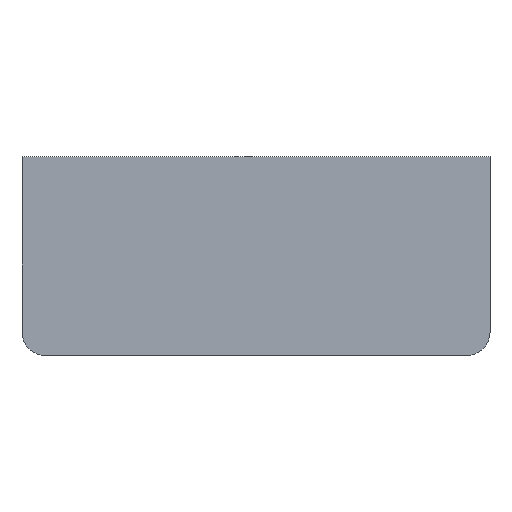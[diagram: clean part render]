
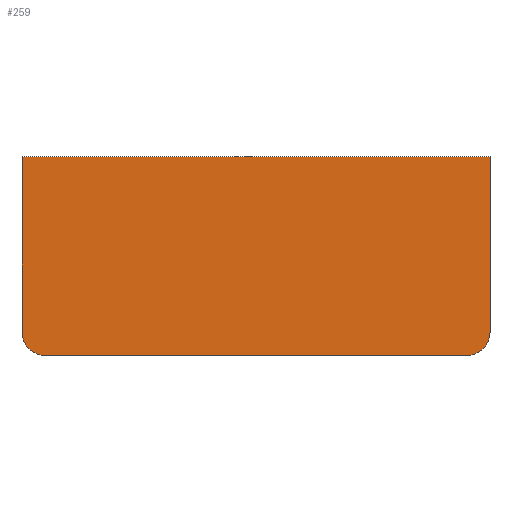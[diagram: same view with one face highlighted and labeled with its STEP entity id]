
A CAD part, top view. The second image highlights one B-rep face of the part: STEP entity #259.
In plain terms, the highlighted planar face has unit normal (0, 0, 1).
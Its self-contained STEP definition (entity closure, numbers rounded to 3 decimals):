
#5 = CARTESIAN_POINT ( 'NONE',  ( 212.763, -59.464, 3.175 ) ) ;
#12 = VERTEX_POINT ( 'NONE', #26 ) ;
#15 = CARTESIAN_POINT ( 'NONE',  ( 199.588, -59.464, 3.175 ) ) ;
#26 = CARTESIAN_POINT ( 'NONE',  ( 199.588, -72.639, 3.175 ) ) ;
#32 = DIRECTION ( 'NONE',  ( 0., 0., -1. ) ) ;
#34 = DIRECTION ( 'NONE',  ( 0., 0., 1. ) ) ;
#45 = CIRCLE ( 'NONE', #275, 13.175 ) ;
#50 = CIRCLE ( 'NONE', #105, 13.175 ) ;
#52 = VERTEX_POINT ( 'NONE', #199 ) ;
#55 = DIRECTION ( 'NONE',  ( -1., 0., 0. ) ) ;
#56 = CARTESIAN_POINT ( 'NONE',  ( 0., 0., 3.175 ) ) ;
#62 = ORIENTED_EDGE ( 'NONE', *, *, #124, .T. ) ;
#72 = EDGE_LOOP ( 'NONE', ( #62, #262, #149, #306, #188, #158 ) ) ;
#73 = LINE ( 'NONE', #152, #216 ) ;
#77 = EDGE_CURVE ( 'NONE', #52, #12, #107, .T. ) ;
#78 = DIRECTION ( 'NONE',  ( 0., 1., 0. ) ) ;
#79 = CARTESIAN_POINT ( 'NONE',  ( -53.587, -72.639, 3.175 ) ) ;
#83 = CARTESIAN_POINT ( 'NONE',  ( -40.412, -59.464, 3.175 ) ) ;
#105 = AXIS2_PLACEMENT_3D ( 'NONE', #15, #231, #210 ) ;
#106 = DIRECTION ( 'NONE',  ( -1., 0., 0. ) ) ;
#107 = LINE ( 'NONE', #247, #176 ) ;
#120 = VECTOR ( 'NONE', #293, 1000. ) ;
#124 = EDGE_CURVE ( 'NONE', #226, #298, #268, .T. ) ;
#129 = LINE ( 'NONE', #292, #235 ) ;
#140 = EDGE_CURVE ( 'NONE', #12, #258, #50, .T. ) ;
#149 = ORIENTED_EDGE ( 'NONE', *, *, #77, .T. ) ;
#152 = CARTESIAN_POINT ( 'NONE',  ( 212.763, 40.536, 3.175 ) ) ;
#158 = ORIENTED_EDGE ( 'NONE', *, *, #265, .T. ) ;
#176 = VECTOR ( 'NONE', #245, 1000. ) ;
#186 = VERTEX_POINT ( 'NONE', #254 ) ;
#188 = ORIENTED_EDGE ( 'NONE', *, *, #215, .T. ) ;
#197 = AXIS2_PLACEMENT_3D ( 'NONE', #56, #32, #106 ) ;
#199 = CARTESIAN_POINT ( 'NONE',  ( -40.412, -72.639, 3.175 ) ) ;
#201 = FACE_OUTER_BOUND ( 'NONE', #72, .T. ) ;
#204 = DIRECTION ( 'NONE',  ( -1., 0., 0. ) ) ;
#210 = DIRECTION ( 'NONE',  ( -1., 0., 0. ) ) ;
#215 = EDGE_CURVE ( 'NONE', #258, #186, #73, .T. ) ;
#216 = VECTOR ( 'NONE', #78, 1000. ) ;
#220 = CARTESIAN_POINT ( 'NONE',  ( -53.587, 40.536, 3.175 ) ) ;
#226 = VERTEX_POINT ( 'NONE', #220 ) ;
#229 = CARTESIAN_POINT ( 'NONE',  ( -53.587, -59.464, 3.175 ) ) ;
#231 = DIRECTION ( 'NONE',  ( 0., 0., 1. ) ) ;
#235 = VECTOR ( 'NONE', #204, 1000. ) ;
#245 = DIRECTION ( 'NONE',  ( 1., 0., 0. ) ) ;
#247 = CARTESIAN_POINT ( 'NONE',  ( 212.763, -72.639, 3.175 ) ) ;
#254 = CARTESIAN_POINT ( 'NONE',  ( 212.763, 40.536, 3.175 ) ) ;
#258 = VERTEX_POINT ( 'NONE', #5 ) ;
#259 = ADVANCED_FACE ( 'NONE', ( #201 ), #295, .F. ) ;
#262 = ORIENTED_EDGE ( 'NONE', *, *, #302, .T. ) ;
#265 = EDGE_CURVE ( 'NONE', #186, #226, #129, .T. ) ;
#268 = LINE ( 'NONE', #79, #120 ) ;
#275 = AXIS2_PLACEMENT_3D ( 'NONE', #83, #34, #55 ) ;
#292 = CARTESIAN_POINT ( 'NONE',  ( -53.587, 40.536, 3.175 ) ) ;
#293 = DIRECTION ( 'NONE',  ( 0., -1., 0. ) ) ;
#295 = PLANE ( 'NONE',  #197 ) ;
#298 = VERTEX_POINT ( 'NONE', #229 ) ;
#302 = EDGE_CURVE ( 'NONE', #298, #52, #45, .T. ) ;
#306 = ORIENTED_EDGE ( 'NONE', *, *, #140, .T. ) ;
